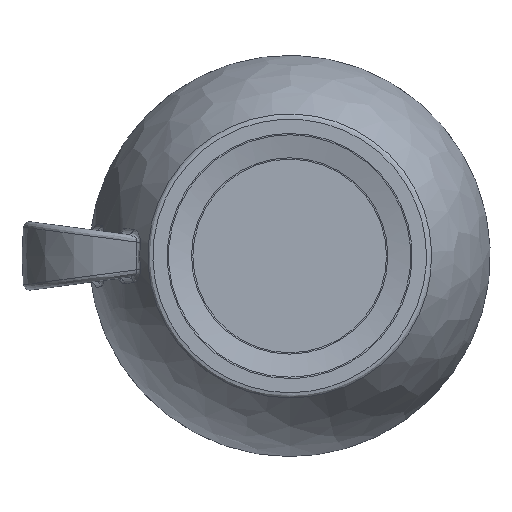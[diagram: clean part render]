
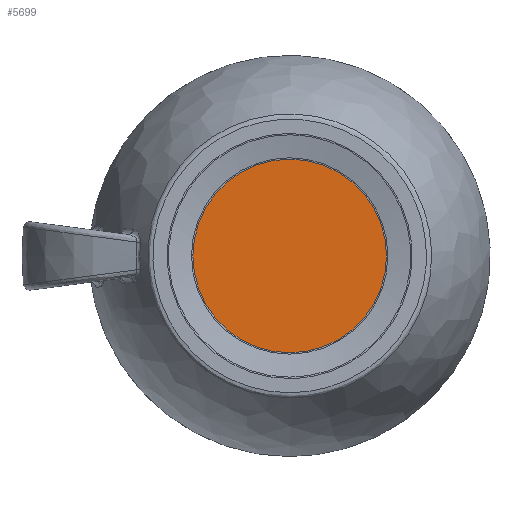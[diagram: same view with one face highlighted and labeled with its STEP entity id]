
A CAD part, front view. The second image highlights one B-rep face of the part: STEP entity #5699.
In plain terms, the highlighted planar face has unit normal (0, -1, 0).
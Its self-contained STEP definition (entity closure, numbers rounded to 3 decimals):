
#5450 = TOROIDAL_SURFACE('',#5451,3.178,0.2);
#5451 = AXIS2_PLACEMENT_3D('',#5452,#5453,#5454);
#5452 = CARTESIAN_POINT('',(0.,-0.02,
    0.));
#5453 = DIRECTION('',(0.,1.,0.));
#5454 = DIRECTION('',(0.,0.,
    -1.));
#5576 = VERTEX_POINT('',#5577);
#5577 = CARTESIAN_POINT('',(0.,0.18,-3.178));
#5601 = EDGE_CURVE('',#5576,#5576,#5602,.T.);
#5602 = SURFACE_CURVE('',#5603,(#5608,#5615),.PCURVE_S1.);
#5603 = CIRCLE('',#5604,3.178);
#5604 = AXIS2_PLACEMENT_3D('',#5605,#5606,#5607);
#5605 = CARTESIAN_POINT('',(0.,0.18,0.));
#5606 = DIRECTION('',(0.,1.,0.));
#5607 = DIRECTION('',(0.,0.,
    -1.));
#5608 = PCURVE('',#5450,#5609);
#5609 = DEFINITIONAL_REPRESENTATION('',(#5610),#5614);
#5610 = LINE('',#5611,#5612);
#5611 = CARTESIAN_POINT('',(0.,1.571));
#5612 = VECTOR('',#5613,1.);
#5613 = DIRECTION('',(1.,0.));
#5614 = ( GEOMETRIC_REPRESENTATION_CONTEXT(2) 
PARAMETRIC_REPRESENTATION_CONTEXT() REPRESENTATION_CONTEXT('2D SPACE',''
  ) );
#5615 = PCURVE('',#5616,#5621);
#5616 = PLANE('',#5617);
#5617 = AXIS2_PLACEMENT_3D('',#5618,#5619,#5620);
#5618 = CARTESIAN_POINT('',(0.,0.18,0.)
  );
#5619 = DIRECTION('',(0.,1.,0.));
#5620 = DIRECTION('',(-1.,0.,
    0.));
#5621 = DEFINITIONAL_REPRESENTATION('',(#5622),#5626);
#5622 = CIRCLE('',#5623,3.178);
#5623 = AXIS2_PLACEMENT_2D('',#5624,#5625);
#5624 = CARTESIAN_POINT('',(0.,0.));
#5625 = DIRECTION('',(0.,-1.));
#5626 = ( GEOMETRIC_REPRESENTATION_CONTEXT(2) 
PARAMETRIC_REPRESENTATION_CONTEXT() REPRESENTATION_CONTEXT('2D SPACE',''
  ) );
#5699 = ADVANCED_FACE('',(#5700),#5616,.F.);
#5700 = FACE_BOUND('',#5701,.F.);
#5701 = EDGE_LOOP('',(#5702));
#5702 = ORIENTED_EDGE('',*,*,#5601,.T.);
